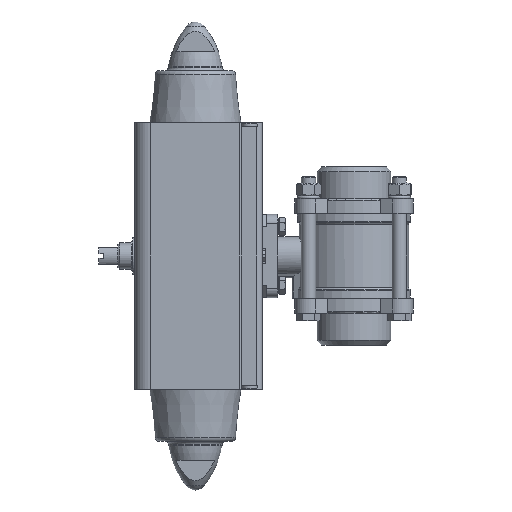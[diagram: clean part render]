
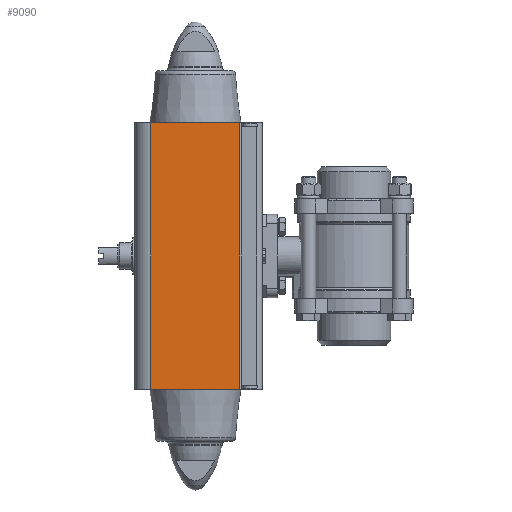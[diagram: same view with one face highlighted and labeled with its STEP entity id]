
A CAD part, left-side view. The second image highlights one B-rep face of the part: STEP entity #9090.
In plain terms, the highlighted planar face has unit normal (-1, 0, 0).
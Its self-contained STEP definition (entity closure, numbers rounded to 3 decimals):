
#2367=ORIENTED_EDGE('',*,*,#4043,.T.);
#2368=ORIENTED_EDGE('',*,*,#4082,.F.);
#2369=ORIENTED_EDGE('',*,*,#4068,.F.);
#2370=ORIENTED_EDGE('',*,*,#4083,.T.);
#4043=EDGE_CURVE('',#5044,#5043,#5834,.T.);
#4068=EDGE_CURVE('',#5062,#5063,#5848,.T.);
#4082=EDGE_CURVE('',#5063,#5043,#5849,.T.);
#4083=EDGE_CURVE('',#5062,#5044,#5850,.T.);
#5043=VERTEX_POINT('',#15151);
#5044=VERTEX_POINT('',#15153);
#5062=VERTEX_POINT('',#15199);
#5063=VERTEX_POINT('',#15201);
#5834=LINE('',#15152,#6566);
#5848=LINE('',#15200,#6580);
#5849=LINE('',#15286,#6581);
#5850=LINE('',#15287,#6582);
#6566=VECTOR('',#11926,1000.);
#6580=VECTOR('',#11970,1000.);
#6581=VECTOR('',#11995,1000.);
#6582=VECTOR('',#11996,1000.);
#7288=EDGE_LOOP('',(#2367,#2368,#2369,#2370));
#8080=FACE_BOUND('',#7288,.T.);
#8638=PLANE('',#9978);
#9090=ADVANCED_FACE('',(#8080),#8638,.F.);
#9978=AXIS2_PLACEMENT_3D('',#15285,#11993,#11994);
#11926=DIRECTION('',(0.,-1.,0.));
#11970=DIRECTION('',(0.,-1.,0.));
#11993=DIRECTION('',(1.,0.,0.));
#11994=DIRECTION('',(0.,0.,-1.));
#11995=DIRECTION('',(0.,0.,-1.));
#11996=DIRECTION('',(0.,0.,-1.));
#15151=CARTESIAN_POINT('',(-51.,-37.316,-111.93));
#15152=CARTESIAN_POINT('',(-51.,37.56,-111.93));
#15153=CARTESIAN_POINT('',(-51.,37.56,-111.93));
#15199=CARTESIAN_POINT('',(-51.,37.56,111.93));
#15200=CARTESIAN_POINT('',(-51.,37.56,111.93));
#15201=CARTESIAN_POINT('',(-51.,-37.316,111.93));
#15285=CARTESIAN_POINT('',(-51.,37.56,111.93));
#15286=CARTESIAN_POINT('',(-51.,-37.316,111.93));
#15287=CARTESIAN_POINT('',(-51.,37.56,111.93));
